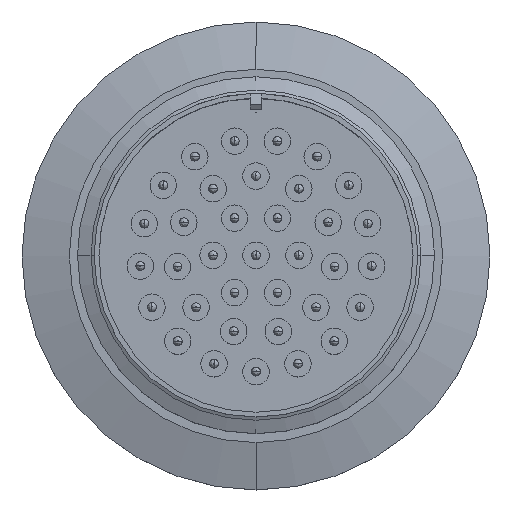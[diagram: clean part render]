
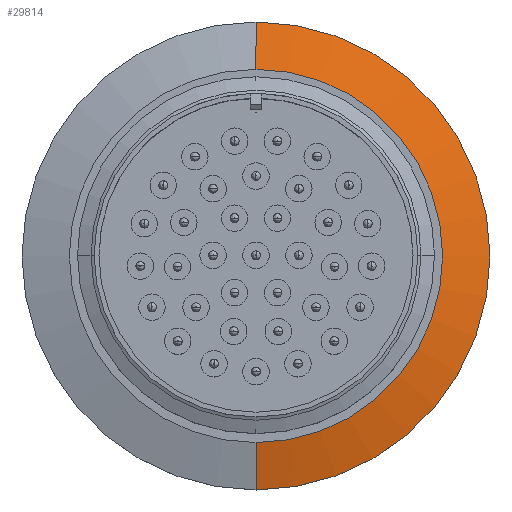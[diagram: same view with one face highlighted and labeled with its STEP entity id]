
A CAD part, top view. The second image highlights one B-rep face of the part: STEP entity #29814.
In plain terms, the highlighted conical face has half-angle 75 degrees and reference radius 29.881 mm.
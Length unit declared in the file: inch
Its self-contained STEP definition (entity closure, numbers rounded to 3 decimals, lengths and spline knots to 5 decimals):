
#1890 = LINE ( 'NONE', #21533, #1897 ) ;
#1892 = LINE ( 'NONE', #21524, #1894 ) ;
#1893 = CIRCLE ( 'NONE', #6997, 1.475 ) ;
#1894 = VECTOR ( 'NONE', #21530, 39.37008 ) ;
#1896 = CIRCLE ( 'NONE', #6998, 1.17644 ) ;
#1897 = VECTOR ( 'NONE', #21526, 39.37008 ) ;
#3274 = EDGE_LOOP ( 'NONE', ( #7517, #7519, #7520, #7522 ) ) ;
#4040 = VERTEX_POINT ( 'NONE', #8160 ) ;
#4226 = VERTEX_POINT ( 'NONE', #8086 ) ;
#6997 = AXIS2_PLACEMENT_3D ( 'NONE', #21534, #21535, #21536 ) ;
#6998 = AXIS2_PLACEMENT_3D ( 'NONE', #21539, #21540, #21541 ) ;
#7517 = ORIENTED_EDGE ( 'NONE', *, *, #24504, .F. ) ;
#7519 = ORIENTED_EDGE ( 'NONE', *, *, #24503, .T. ) ;
#7520 = ORIENTED_EDGE ( 'NONE', *, *, #24502, .T. ) ;
#7522 = ORIENTED_EDGE ( 'NONE', *, *, #24501, .F. ) ;
#8086 = CARTESIAN_POINT ( 'NONE',  ( 0., -1.475, -1.82001 ) ) ;
#8160 = CARTESIAN_POINT ( 'NONE',  ( 0., 1.475, -1.82001 ) ) ;
#10240 = DIRECTION ( 'NONE',  ( 0., 1., 0. ) ) ;
#10242 = DIRECTION ( 'NONE',  ( 0., 0., -1. ) ) ;
#10244 = CARTESIAN_POINT ( 'NONE',  ( 0., 0., -1.74001 ) ) ;
#14762 = FACE_OUTER_BOUND ( 'NONE', #3274, .T. ) ;
#14768 = CONICAL_SURFACE ( 'NONE', #26796, 1.17644, 1.309 ) ;
#18883 = VERTEX_POINT ( 'NONE', #28519 ) ;
#18902 = VERTEX_POINT ( 'NONE', #28538 ) ;
#21524 = CARTESIAN_POINT ( 'NONE',  ( 0., 1.17644, -1.74001 ) ) ;
#21526 = DIRECTION ( 'NONE',  ( 0., -0.966, -0.259 ) ) ;
#21530 = DIRECTION ( 'NONE',  ( 0., 0.966, -0.259 ) ) ;
#21533 = CARTESIAN_POINT ( 'NONE',  ( 0., -1.17644, -1.74001 ) ) ;
#21534 = CARTESIAN_POINT ( 'NONE',  ( 0., 0., -1.82001 ) ) ;
#21535 = DIRECTION ( 'NONE',  ( 0., 0., 1. ) ) ;
#21536 = DIRECTION ( 'NONE',  ( 0., -1., 0. ) ) ;
#21539 = CARTESIAN_POINT ( 'NONE',  ( 0., 0., -1.74001 ) ) ;
#21540 = DIRECTION ( 'NONE',  ( 0., 0., 1. ) ) ;
#21541 = DIRECTION ( 'NONE',  ( 0., -1., 0. ) ) ;
#24501 = EDGE_CURVE ( 'NONE', #18883, #4040, #1892, .T. ) ;
#24502 = EDGE_CURVE ( 'NONE', #4226, #4040, #1893, .T. ) ;
#24503 = EDGE_CURVE ( 'NONE', #18902, #4226, #1890, .T. ) ;
#24504 = EDGE_CURVE ( 'NONE', #18902, #18883, #1896, .T. ) ;
#26796 = AXIS2_PLACEMENT_3D ( 'NONE', #10244, #10242, #10240 ) ;
#28519 = CARTESIAN_POINT ( 'NONE',  ( 0., 1.17644, -1.74001 ) ) ;
#28538 = CARTESIAN_POINT ( 'NONE',  ( 0., -1.17644, -1.74001 ) ) ;
#29814 = ADVANCED_FACE ( 'NONE', ( #14762 ), #14768, .T. ) ;
